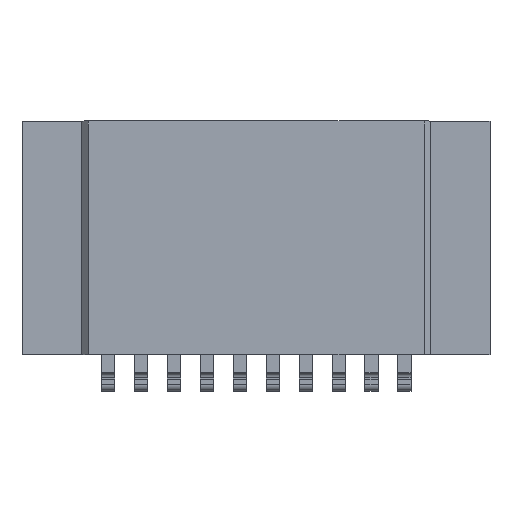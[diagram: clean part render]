
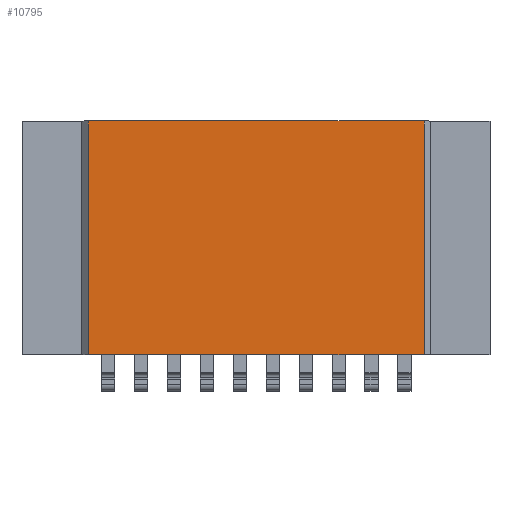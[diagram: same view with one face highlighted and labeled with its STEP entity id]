
A CAD part, top view. The second image highlights one B-rep face of the part: STEP entity #10795.
In plain terms, the highlighted planar face has unit normal (0, 0, 1).
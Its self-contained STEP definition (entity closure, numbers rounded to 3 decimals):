
#529 = PLANE ( 'NONE',  #13726 ) ;
#796 = ORIENTED_EDGE ( 'NONE', *, *, #6812, .F. ) ;
#851 = CARTESIAN_POINT ( 'NONE',  ( -2.55, -1.5, 0.6 ) ) ;
#1235 = EDGE_LOOP ( 'NONE', ( #6139, #24524, #25115, #796 ) ) ;
#1310 = VERTEX_POINT ( 'NONE', #19634 ) ;
#2799 = CARTESIAN_POINT ( 'NONE',  ( -2.55, 2.05, 0.6 ) ) ;
#4951 = EDGE_CURVE ( 'NONE', #1310, #6006, #16751, .T. ) ;
#5296 = CARTESIAN_POINT ( 'NONE',  ( 3.55, -1.5, 0.6 ) ) ;
#5624 = LINE ( 'NONE', #21926, #19565 ) ;
#6006 = VERTEX_POINT ( 'NONE', #851 ) ;
#6139 = ORIENTED_EDGE ( 'NONE', *, *, #20427, .F. ) ;
#6167 = VECTOR ( 'NONE', #18797, 1000. ) ;
#6806 = DIRECTION ( 'NONE',  ( 0., 0., -1. ) ) ;
#6812 = EDGE_CURVE ( 'NONE', #14105, #1310, #13967, .T. ) ;
#7786 = VECTOR ( 'NONE', #9572, 1000. ) ;
#7946 = VERTEX_POINT ( 'NONE', #12107 ) ;
#9250 = CARTESIAN_POINT ( 'NONE',  ( 2.55, 2.05, 0.6 ) ) ;
#9572 = DIRECTION ( 'NONE',  ( 0., -1., 0. ) ) ;
#10795 = ADVANCED_FACE ( 'NONE', ( #19423 ), #529, .F. ) ;
#12107 = CARTESIAN_POINT ( 'NONE',  ( -2.55, 2.05, 0.6 ) ) ;
#13726 = AXIS2_PLACEMENT_3D ( 'NONE', #25234, #6806, #24305 ) ;
#13967 = LINE ( 'NONE', #9250, #6167 ) ;
#14105 = VERTEX_POINT ( 'NONE', #21009 ) ;
#14546 = DIRECTION ( 'NONE',  ( -1., 0., 0. ) ) ;
#16751 = LINE ( 'NONE', #5296, #21702 ) ;
#17233 = DIRECTION ( 'NONE',  ( 1., 0., 0. ) ) ;
#18797 = DIRECTION ( 'NONE',  ( 0., -1., 0. ) ) ;
#19423 = FACE_OUTER_BOUND ( 'NONE', #1235, .T. ) ;
#19565 = VECTOR ( 'NONE', #17233, 1000. ) ;
#19634 = CARTESIAN_POINT ( 'NONE',  ( 2.55, -1.5, 0.6 ) ) ;
#20427 = EDGE_CURVE ( 'NONE', #7946, #14105, #5624, .T. ) ;
#21009 = CARTESIAN_POINT ( 'NONE',  ( 2.55, 2.05, 0.6 ) ) ;
#21702 = VECTOR ( 'NONE', #14546, 1000. ) ;
#21926 = CARTESIAN_POINT ( 'NONE',  ( 3.55, 2.05, 0.6 ) ) ;
#22932 = LINE ( 'NONE', #2799, #7786 ) ;
#24305 = DIRECTION ( 'NONE',  ( -1., 0., 0. ) ) ;
#24524 = ORIENTED_EDGE ( 'NONE', *, *, #26123, .T. ) ;
#25115 = ORIENTED_EDGE ( 'NONE', *, *, #4951, .F. ) ;
#25234 = CARTESIAN_POINT ( 'NONE',  ( 0., 0.275, 0.6 ) ) ;
#26123 = EDGE_CURVE ( 'NONE', #7946, #6006, #22932, .T. ) ;
